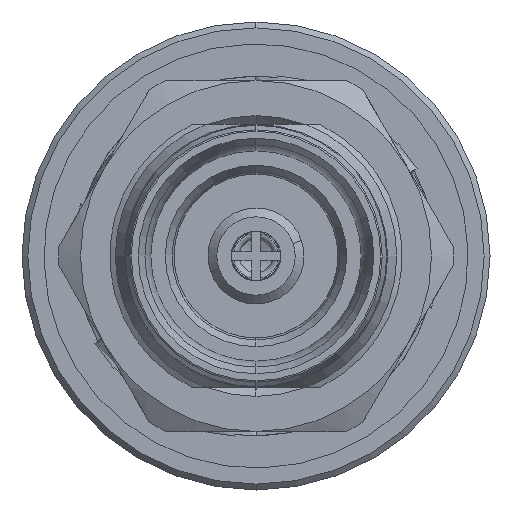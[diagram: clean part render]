
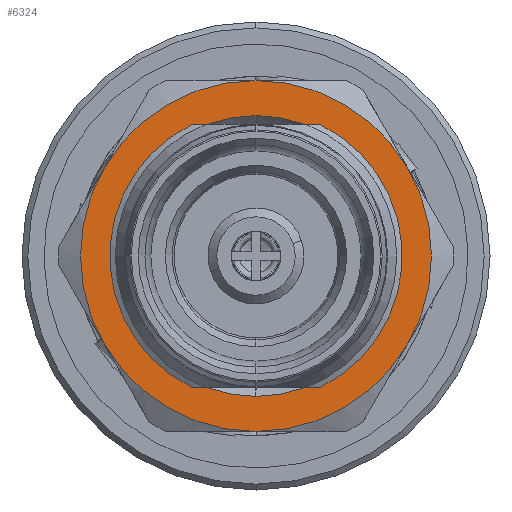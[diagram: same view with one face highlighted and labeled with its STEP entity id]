
A CAD part, left-side view. The second image highlights one B-rep face of the part: STEP entity #6324.
In plain terms, the highlighted planar face has unit normal (-1, 0, 0).
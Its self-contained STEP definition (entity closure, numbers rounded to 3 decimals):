
#446 = CARTESIAN_POINT ( 'NONE',  ( 16.221, 4.5, 0. ) ) ;
#464 = PLANE ( 'NONE',  #6939 ) ;
#476 = DIRECTION ( 'NONE',  ( 1., 0., 0. ) ) ;
#487 = DIRECTION ( 'NONE',  ( 0., 0., -1. ) ) ;
#813 = DIRECTION ( 'NONE',  ( 0., 0., -1. ) ) ;
#839 = CARTESIAN_POINT ( 'NONE',  ( 16.221, 0., 0. ) ) ;
#842 = DIRECTION ( 'NONE',  ( 1., 0., 0. ) ) ;
#1328 = EDGE_CURVE ( 'NONE', #9464, #9459, #14174, .T. ) ;
#1330 = EDGE_CURVE ( 'NONE', #9459, #9460, #14178, .T. ) ;
#1333 = EDGE_CURVE ( 'NONE', #9460, #9462, #14255, .T. ) ;
#1338 = EDGE_CURVE ( 'NONE', #9465, #9464, #14227, .T. ) ;
#1347 = EDGE_CURVE ( 'NONE', #9462, #9449, #14260, .T. ) ;
#1364 = EDGE_CURVE ( 'NONE', #9449, #9465, #14259, .T. ) ;
#1375 = EDGE_CURVE ( 'NONE', #12321, #12289, #14245, .T. ) ;
#5457 = FACE_OUTER_BOUND ( 'NONE', #11222, .T. ) ;
#5460 = FACE_BOUND ( 'NONE', #11242, .T. ) ;
#5591 = CIRCLE ( 'NONE', #6999, 4.8 ) ;
#6324 = ADVANCED_FACE ( 'NONE', ( #5460, #5457 ), #464, .F. ) ;
#6594 = AXIS2_PLACEMENT_3D ( 'NONE', #12417, #12393, #12410 ) ;
#6605 = AXIS2_PLACEMENT_3D ( 'NONE', #12648, #12564, #12587 ) ;
#6620 = AXIS2_PLACEMENT_3D ( 'NONE', #12346, #12367, #12347 ) ;
#6621 = AXIS2_PLACEMENT_3D ( 'NONE', #12532, #12490, #12555 ) ;
#6623 = AXIS2_PLACEMENT_3D ( 'NONE', #12463, #12462, #12427 ) ;
#6631 = AXIS2_PLACEMENT_3D ( 'NONE', #12353, #12376, #12350 ) ;
#6647 = AXIS2_PLACEMENT_3D ( 'NONE', #12426, #12424, #12387 ) ;
#6939 = AXIS2_PLACEMENT_3D ( 'NONE', #446, #476, #487 ) ;
#6999 = AXIS2_PLACEMENT_3D ( 'NONE', #839, #842, #813 ) ;
#7199 = EDGE_CURVE ( 'NONE', #12289, #12321, #5591, .T. ) ;
#7387 = CARTESIAN_POINT ( 'NONE',  ( 16.221, -5.196, -3. ) ) ;
#7388 = CARTESIAN_POINT ( 'NONE',  ( 16.221, 0., 6. ) ) ;
#7395 = CARTESIAN_POINT ( 'NONE',  ( 16.221, 5.196, -3. ) ) ;
#7396 = CARTESIAN_POINT ( 'NONE',  ( 16.221, 0., -6. ) ) ;
#7418 = CARTESIAN_POINT ( 'NONE',  ( 16.221, -5.196, 3. ) ) ;
#7446 = CARTESIAN_POINT ( 'NONE',  ( 16.221, 5.196, 3. ) ) ;
#8145 = CARTESIAN_POINT ( 'NONE',  ( 16.221, 0., -4.8 ) ) ;
#8149 = CARTESIAN_POINT ( 'NONE',  ( 16.221, 0., 4.8 ) ) ;
#9449 = VERTEX_POINT ( 'NONE', #7446 ) ;
#9459 = VERTEX_POINT ( 'NONE', #7387 ) ;
#9460 = VERTEX_POINT ( 'NONE', #7418 ) ;
#9462 = VERTEX_POINT ( 'NONE', #7388 ) ;
#9464 = VERTEX_POINT ( 'NONE', #7396 ) ;
#9465 = VERTEX_POINT ( 'NONE', #7395 ) ;
#11222 = EDGE_LOOP ( 'NONE', ( #15070, #15052, #15032, #15048, #15040, #15021 ) ) ;
#11242 = EDGE_LOOP ( 'NONE', ( #15012, #15038 ) ) ;
#12289 = VERTEX_POINT ( 'NONE', #8149 ) ;
#12321 = VERTEX_POINT ( 'NONE', #8145 ) ;
#12346 = CARTESIAN_POINT ( 'NONE',  ( 16.221, 0., 0. ) ) ;
#12347 = DIRECTION ( 'NONE',  ( 0., 0., 1. ) ) ;
#12350 = DIRECTION ( 'NONE',  ( 0., 0., 1. ) ) ;
#12353 = CARTESIAN_POINT ( 'NONE',  ( 16.221, 0., 0. ) ) ;
#12367 = DIRECTION ( 'NONE',  ( -1., 0., 0. ) ) ;
#12376 = DIRECTION ( 'NONE',  ( -1., 0., 0. ) ) ;
#12387 = DIRECTION ( 'NONE',  ( 0., 0., 1. ) ) ;
#12393 = DIRECTION ( 'NONE',  ( -1., 0., 0. ) ) ;
#12410 = DIRECTION ( 'NONE',  ( 0., 0., 1. ) ) ;
#12417 = CARTESIAN_POINT ( 'NONE',  ( 16.221, 0., 0. ) ) ;
#12424 = DIRECTION ( 'NONE',  ( -1., 0., 0. ) ) ;
#12426 = CARTESIAN_POINT ( 'NONE',  ( 16.221, 0., 0. ) ) ;
#12427 = DIRECTION ( 'NONE',  ( 0., 0., 1. ) ) ;
#12462 = DIRECTION ( 'NONE',  ( -1., 0., 0. ) ) ;
#12463 = CARTESIAN_POINT ( 'NONE',  ( 16.221, 0., 0. ) ) ;
#12490 = DIRECTION ( 'NONE',  ( -1., 0., 0. ) ) ;
#12532 = CARTESIAN_POINT ( 'NONE',  ( 16.221, 0., 0. ) ) ;
#12555 = DIRECTION ( 'NONE',  ( 0., 0., 1. ) ) ;
#12564 = DIRECTION ( 'NONE',  ( 1., 0., 0. ) ) ;
#12587 = DIRECTION ( 'NONE',  ( 0., 0., -1. ) ) ;
#12648 = CARTESIAN_POINT ( 'NONE',  ( 16.221, 0., 0. ) ) ;
#14174 = CIRCLE ( 'NONE', #6631, 6. ) ;
#14178 = CIRCLE ( 'NONE', #6620, 6. ) ;
#14227 = CIRCLE ( 'NONE', #6594, 6. ) ;
#14245 = CIRCLE ( 'NONE', #6605, 4.8 ) ;
#14255 = CIRCLE ( 'NONE', #6647, 6. ) ;
#14259 = CIRCLE ( 'NONE', #6621, 6. ) ;
#14260 = CIRCLE ( 'NONE', #6623, 6. ) ;
#15012 = ORIENTED_EDGE ( 'NONE', *, *, #7199, .T. ) ;
#15021 = ORIENTED_EDGE ( 'NONE', *, *, #1333, .T. ) ;
#15032 = ORIENTED_EDGE ( 'NONE', *, *, #1338, .T. ) ;
#15038 = ORIENTED_EDGE ( 'NONE', *, *, #1375, .T. ) ;
#15040 = ORIENTED_EDGE ( 'NONE', *, *, #1330, .T. ) ;
#15048 = ORIENTED_EDGE ( 'NONE', *, *, #1328, .T. ) ;
#15052 = ORIENTED_EDGE ( 'NONE', *, *, #1364, .T. ) ;
#15070 = ORIENTED_EDGE ( 'NONE', *, *, #1347, .T. ) ;
